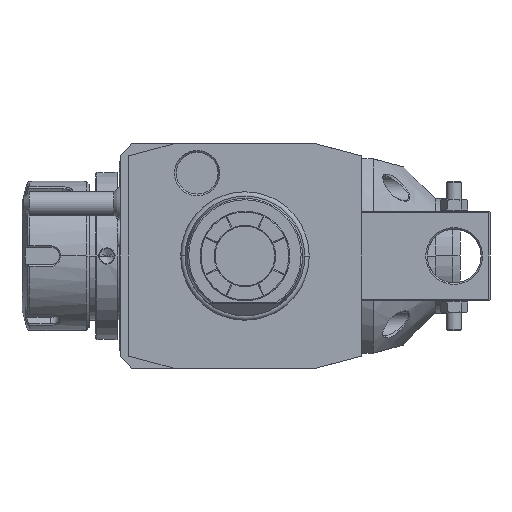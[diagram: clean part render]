
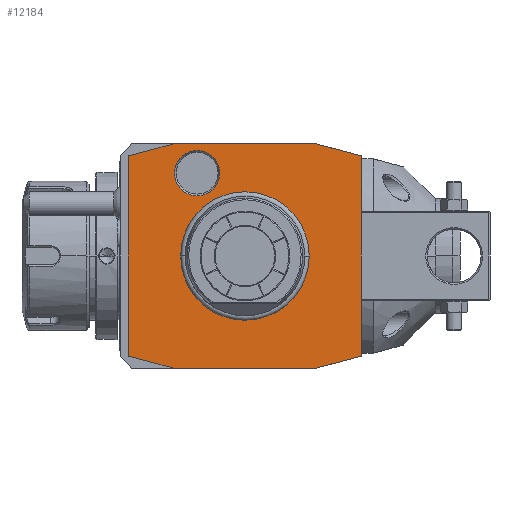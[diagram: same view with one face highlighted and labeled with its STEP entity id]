
A CAD part, front view. The second image highlights one B-rep face of the part: STEP entity #12184.
In plain terms, the highlighted planar face has unit normal (0, -1, 0).
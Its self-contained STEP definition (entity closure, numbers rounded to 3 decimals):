
#1=DIRECTION('',(-0.966,0.,0.259));
#2=VECTOR('',#1,15.529);
#3=CARTESIAN_POINT('',(39.,0.,33.481));
#4=LINE('',#3,#2);
#5=DIRECTION('',(0.,0.,1.));
#6=VECTOR('',#5,66.962);
#7=CARTESIAN_POINT('',(39.,0.,-33.481));
#8=LINE('',#7,#6);
#9=DIRECTION('',(0.966,0.,0.259));
#10=VECTOR('',#9,15.529);
#11=CARTESIAN_POINT('',(24.,0.,-37.5));
#12=LINE('',#11,#10);
#13=DIRECTION('',(1.,0.,0.));
#14=VECTOR('',#13,48.);
#15=CARTESIAN_POINT('',(-24.,0.,-37.5));
#16=LINE('',#15,#14);
#17=DIRECTION('',(0.966,0.,-0.259));
#18=VECTOR('',#17,15.529);
#19=CARTESIAN_POINT('',(-39.,0.,-33.481));
#20=LINE('',#19,#18);
#21=DIRECTION('',(0.,0.,-1.));
#22=VECTOR('',#21,66.962);
#23=CARTESIAN_POINT('',(-39.,0.,33.481));
#24=LINE('',#23,#22);
#25=DIRECTION('',(-0.966,0.,-0.259));
#26=VECTOR('',#25,15.529);
#27=CARTESIAN_POINT('',(-24.,0.,37.5));
#28=LINE('',#27,#26);
#29=DIRECTION('',(-1.,0.,0.));
#30=VECTOR('',#29,48.);
#31=CARTESIAN_POINT('',(24.,0.,37.5));
#32=LINE('',#31,#30);
#33=CARTESIAN_POINT('',(-16.,0.,27.713));
#34=DIRECTION('',(0.,1.,0.));
#35=DIRECTION('',(1.,0.,0.));
#36=AXIS2_PLACEMENT_3D('',#33,#34,#35);
#38=CARTESIAN_POINT('',(-16.,0.,27.713));
#39=DIRECTION('',(0.,1.,0.));
#40=DIRECTION('',(-1.,0.,0.));
#41=AXIS2_PLACEMENT_3D('',#38,#39,#40);
#8801=CARTESIAN_POINT('',(0.,0.,0.));
#8802=DIRECTION('',(0.,1.,0.));
#8803=DIRECTION('',(-1.,0.,0.));
#8804=AXIS2_PLACEMENT_3D('',#8801,#8802,#8803);
#8806=CARTESIAN_POINT('',(0.,0.,0.));
#8807=DIRECTION('',(0.,1.,0.));
#8808=DIRECTION('',(1.,0.,0.));
#8809=AXIS2_PLACEMENT_3D('',#8806,#8807,#8808);
#10964=CARTESIAN_POINT('',(-8.423,0.,27.713));
#10965=CARTESIAN_POINT('',(-23.577,0.,27.713));
#10966=VERTEX_POINT('',#10964);
#10967=VERTEX_POINT('',#10965);
#11977=CARTESIAN_POINT('',(39.,0.,33.481));
#11978=CARTESIAN_POINT('',(24.,0.,37.5));
#11979=VERTEX_POINT('',#11977);
#11980=VERTEX_POINT('',#11978);
#11981=CARTESIAN_POINT('',(-24.,0.,37.5));
#11982=VERTEX_POINT('',#11981);
#11983=CARTESIAN_POINT('',(-39.,0.,33.481));
#11984=VERTEX_POINT('',#11983);
#11985=CARTESIAN_POINT('',(-39.,0.,-33.481));
#11986=VERTEX_POINT('',#11985);
#11987=CARTESIAN_POINT('',(-24.,0.,-37.5));
#11988=VERTEX_POINT('',#11987);
#11989=CARTESIAN_POINT('',(24.,0.,-37.5));
#11990=VERTEX_POINT('',#11989);
#11991=CARTESIAN_POINT('',(39.,0.,-33.481));
#11992=VERTEX_POINT('',#11991);
#12017=CARTESIAN_POINT('',(-21.137,0.,0.));
#12018=CARTESIAN_POINT('',(21.137,0.,0.));
#12019=VERTEX_POINT('',#12017);
#12020=VERTEX_POINT('',#12018);
#12149=CARTESIAN_POINT('',(0.,0.,0.));
#12150=DIRECTION('',(0.,-1.,0.));
#12151=DIRECTION('',(-1.,0.,0.));
#12152=AXIS2_PLACEMENT_3D('',#12149,#12150,#12151);
#12153=PLANE('',#12152);
#12155=ORIENTED_EDGE('',*,*,#12154,.F.);
#12157=ORIENTED_EDGE('',*,*,#12156,.F.);
#12159=ORIENTED_EDGE('',*,*,#12158,.F.);
#12161=ORIENTED_EDGE('',*,*,#12160,.F.);
#12163=ORIENTED_EDGE('',*,*,#12162,.F.);
#12165=ORIENTED_EDGE('',*,*,#12164,.F.);
#12167=ORIENTED_EDGE('',*,*,#12166,.F.);
#12169=ORIENTED_EDGE('',*,*,#12168,.F.);
#12170=EDGE_LOOP('',(#12155,#12157,#12159,#12161,#12163,#12165,#12167,#12169));
#12171=FACE_OUTER_BOUND('',#12170,.F.);
#12173=ORIENTED_EDGE('',*,*,#12172,.F.);
#12175=ORIENTED_EDGE('',*,*,#12174,.F.);
#12176=EDGE_LOOP('',(#12173,#12175));
#12177=FACE_BOUND('',#12176,.F.);
#12179=ORIENTED_EDGE('',*,*,#12178,.F.);
#12181=ORIENTED_EDGE('',*,*,#12180,.F.);
#12182=EDGE_LOOP('',(#12179,#12181));
#12183=FACE_BOUND('',#12182,.F.);
#37=CIRCLE('',#36,7.577);
#42=CIRCLE('',#41,7.577);
#8805=CIRCLE('',#8804,21.137);
#8810=CIRCLE('',#8809,21.137);
#12154=EDGE_CURVE('',#11979,#11980,#4,.T.);
#12156=EDGE_CURVE('',#11992,#11979,#8,.T.);
#12158=EDGE_CURVE('',#11990,#11992,#12,.T.);
#12160=EDGE_CURVE('',#11988,#11990,#16,.T.);
#12162=EDGE_CURVE('',#11986,#11988,#20,.T.);
#12164=EDGE_CURVE('',#11984,#11986,#24,.T.);
#12166=EDGE_CURVE('',#11982,#11984,#28,.T.);
#12168=EDGE_CURVE('',#11980,#11982,#32,.T.);
#12172=EDGE_CURVE('',#12019,#12020,#8805,.T.);
#12174=EDGE_CURVE('',#12020,#12019,#8810,.T.);
#12178=EDGE_CURVE('',#10966,#10967,#37,.T.);
#12180=EDGE_CURVE('',#10967,#10966,#42,.T.);
#12184=ADVANCED_FACE('',(#12171,#12177,#12183),#12153,.T.);
